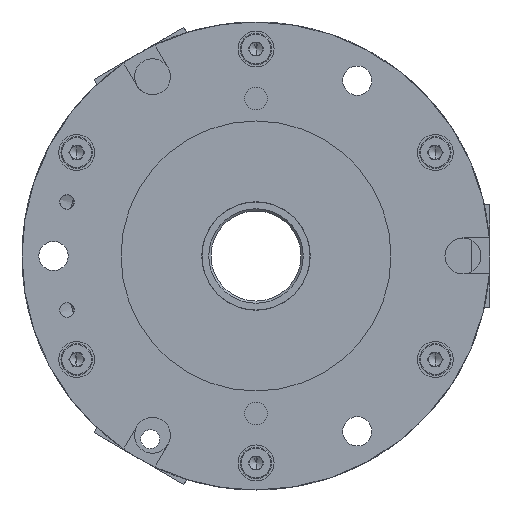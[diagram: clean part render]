
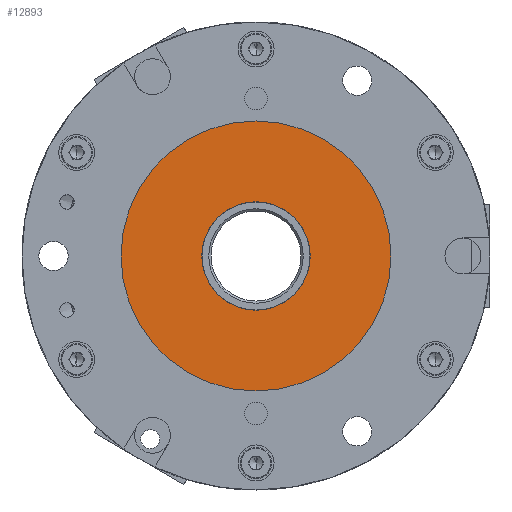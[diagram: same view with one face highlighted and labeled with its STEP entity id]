
A CAD part, front view. The second image highlights one B-rep face of the part: STEP entity #12893.
In plain terms, the highlighted planar face has unit normal (0, -1, 0).
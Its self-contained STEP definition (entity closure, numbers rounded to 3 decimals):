
#93 = FACE_BOUND ( 'NONE', #6329, .T. ) ;
#107 = FACE_OUTER_BOUND ( 'NONE', #5337, .T. ) ;
#859 = VERTEX_POINT ( 'NONE', #2990 ) ;
#980 = VERTEX_POINT ( 'NONE', #3556 ) ;
#1067 = VERTEX_POINT ( 'NONE', #3376 ) ;
#1225 = VERTEX_POINT ( 'NONE', #3688 ) ;
#1728 = AXIS2_PLACEMENT_3D ( 'NONE', #15871, #15873, #15874 ) ;
#2990 = CARTESIAN_POINT ( 'NONE',  ( 0., -32.5, -30. ) ) ;
#3376 = CARTESIAN_POINT ( 'NONE',  ( 0., -32.5, 30. ) ) ;
#3556 = CARTESIAN_POINT ( 'NONE',  ( 0., -32.5, -12.05 ) ) ;
#3688 = CARTESIAN_POINT ( 'NONE',  ( 0., -32.5, 12.05 ) ) ;
#3916 = CIRCLE ( 'NONE', #12007, 30. ) ;
#5271 = EDGE_CURVE ( 'NONE', #1067, #859, #3916, .T. ) ;
#5337 = EDGE_LOOP ( 'NONE', ( #10547, #10549 ) ) ;
#5760 = EDGE_CURVE ( 'NONE', #980, #1225, #6656, .T. ) ;
#5784 = EDGE_CURVE ( 'NONE', #859, #1067, #6679, .T. ) ;
#5884 = EDGE_CURVE ( 'NONE', #1225, #980, #6878, .T. ) ;
#6329 = EDGE_LOOP ( 'NONE', ( #10543, #10546 ) ) ;
#6656 = CIRCLE ( 'NONE', #12115, 12.05 ) ;
#6679 = CIRCLE ( 'NONE', #12130, 30. ) ;
#6878 = CIRCLE ( 'NONE', #7164, 12.05 ) ;
#7138 = CARTESIAN_POINT ( 'NONE',  ( 0., -32.5, 0. ) ) ;
#7154 = DIRECTION ( 'NONE',  ( 0., -1., 0. ) ) ;
#7156 = DIRECTION ( 'NONE',  ( 0., 0., -1. ) ) ;
#7164 = AXIS2_PLACEMENT_3D ( 'NONE', #7138, #7154, #7156 ) ;
#9562 = CARTESIAN_POINT ( 'NONE',  ( 0., -32.5, 0. ) ) ;
#9563 = DIRECTION ( 'NONE',  ( 0., -1., 0. ) ) ;
#9564 = DIRECTION ( 'NONE',  ( 0., 0., -1. ) ) ;
#10543 = ORIENTED_EDGE ( 'NONE', *, *, #5760, .F. ) ;
#10546 = ORIENTED_EDGE ( 'NONE', *, *, #5884, .F. ) ;
#10547 = ORIENTED_EDGE ( 'NONE', *, *, #5784, .T. ) ;
#10549 = ORIENTED_EDGE ( 'NONE', *, *, #5271, .T. ) ;
#12007 = AXIS2_PLACEMENT_3D ( 'NONE', #9562, #9563, #9564 ) ;
#12115 = AXIS2_PLACEMENT_3D ( 'NONE', #15059, #15089, #15090 ) ;
#12130 = AXIS2_PLACEMENT_3D ( 'NONE', #15258, #15269, #15270 ) ;
#12893 = ADVANCED_FACE ( 'NONE', ( #93, #107 ), #15872, .T. ) ;
#15059 = CARTESIAN_POINT ( 'NONE',  ( 0., -32.5, 0. ) ) ;
#15089 = DIRECTION ( 'NONE',  ( 0., -1., 0. ) ) ;
#15090 = DIRECTION ( 'NONE',  ( 0., 0., -1. ) ) ;
#15258 = CARTESIAN_POINT ( 'NONE',  ( 0., -32.5, 0. ) ) ;
#15269 = DIRECTION ( 'NONE',  ( 0., -1., 0. ) ) ;
#15270 = DIRECTION ( 'NONE',  ( 0., 0., -1. ) ) ;
#15871 = CARTESIAN_POINT ( 'NONE',  ( 0., -32.5, 0. ) ) ;
#15872 = PLANE ( 'NONE',  #1728 ) ;
#15873 = DIRECTION ( 'NONE',  ( 0., -1., 0. ) ) ;
#15874 = DIRECTION ( 'NONE',  ( 0., 0., -1. ) ) ;
